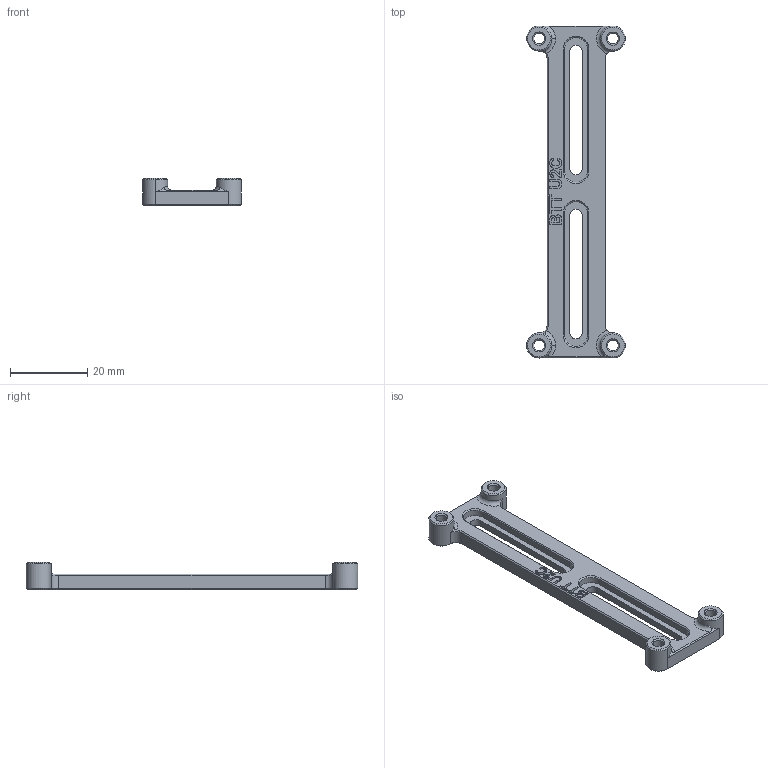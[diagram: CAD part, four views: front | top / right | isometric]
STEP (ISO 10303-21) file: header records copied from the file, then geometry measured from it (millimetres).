
FILE_DESCRIPTION(('HOOPS Exchange Step'),'2;1');
FILE_NAME('temp_export','2025-08-11T11:07:52+08:00',('hafiz'),('Shapr3D Limited'),'HOOPS Exchange 2025.5','Shapr3D','Authorized');
FILE_SCHEMA( ('AP242_MANAGED_MODEL_BASED_3D_ENGINEERING_MIM_LF {1 0 10303 442 1 1 4}') );
Length unit declared in the file: millimetre
Products named in the file (3): BTT; Mounts; root
Assembly tree (2 placements, depth 3):
  root
    Mounts
      BTT
Bounding box: 25.6 x 85.91 x 7 mm (x, y, z)
Volume: 4539.8 mm3; surface area: 4297.4 mm2
Topology: 1 solids, 1 shells, 198 faces, 525 edges, 339 vertices
Faces by surface type: plane 89, bspline 49, cone 32, cylinder 22, torus 6
Full cylindrical faces by diameter (mm): 2.8 x4, 6.5 x2
Entity records: 7014 total; most frequent: CARTESIAN_POINT 2297, ORIENTED_EDGE 1050, DIRECTION 819, EDGE_CURVE 525, VERTEX_POINT 339, VECTOR 291, LINE 291, AXIS2_PLACEMENT_3D 264
